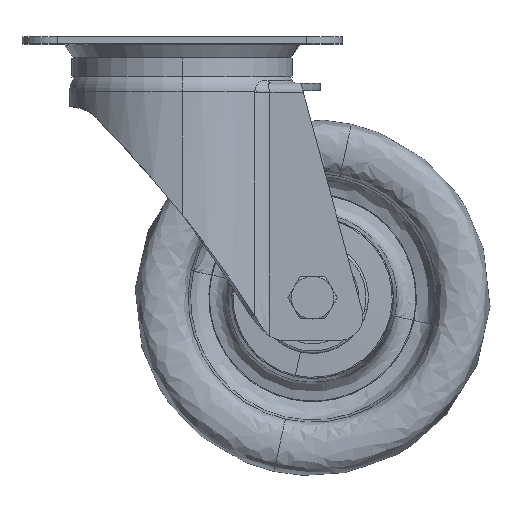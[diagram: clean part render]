
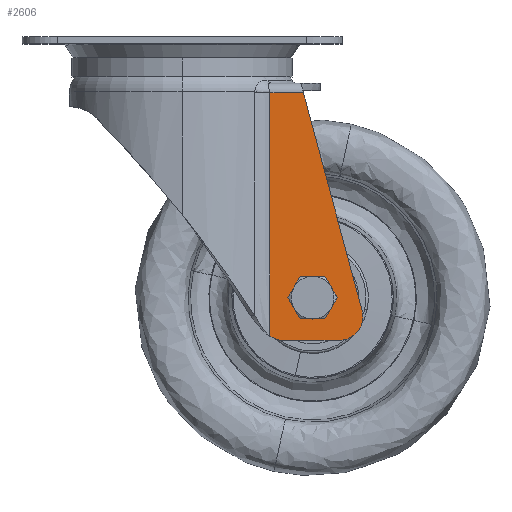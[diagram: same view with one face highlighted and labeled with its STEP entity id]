
A CAD part, top view. The second image highlights one B-rep face of the part: STEP entity #2606.
In plain terms, the highlighted planar face has unit normal (0, 0, 1).
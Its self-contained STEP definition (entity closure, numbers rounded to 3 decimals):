
#489 = DIRECTION ( 'NONE',  ( 0., 0., 1. ) ) ;
#1296 = ORIENTED_EDGE ( 'NONE', *, *, #2990, .F. ) ;
#1766 = EDGE_CURVE ( 'NONE', #30709, #28561, #9588, .T. ) ;
#1946 = ORIENTED_EDGE ( 'NONE', *, *, #7416, .T. ) ;
#2047 = DIRECTION ( 'NONE',  ( 0.965, 0.26, 0. ) ) ;
#2088 = CARTESIAN_POINT ( 'NONE',  ( 42.7, -127.984, 34. ) ) ;
#2310 = EDGE_LOOP ( 'NONE', ( #8923, #1946, #12016, #21457, #6914, #19625, #1296, #2744 ) ) ;
#2606 = ADVANCED_FACE ( 'NONE', ( #20507, #23082 ), #18088, .T. ) ;
#2744 = ORIENTED_EDGE ( 'NONE', *, *, #8258, .T. ) ;
#2990 = EDGE_CURVE ( 'NONE', #22018, #11073, #6734, .T. ) ;
#3037 = VERTEX_POINT ( 'NONE', #21858 ) ;
#3399 = VERTEX_POINT ( 'NONE', #23907 ) ;
#4038 = CARTESIAN_POINT ( 'NONE',  ( 37.016, -92.008, 34. ) ) ;
#4232 = DIRECTION ( 'NONE',  ( 0., 0., 1. ) ) ;
#4452 = DIRECTION ( 'NONE',  ( 0.266, -0.964, 0. ) ) ;
#4843 = B_SPLINE_CURVE_WITH_KNOTS ( 'NONE', 3,
 ( #9563, #16526, #4038, #11341 ),
 .UNSPECIFIED., .F., .F.,
 ( 4, 4 ),
 ( 0., 1. ),
 .UNSPECIFIED. ) ;
#5774 = AXIS2_PLACEMENT_3D ( 'NONE', #25179, #489, #29736 ) ;
#5985 = EDGE_CURVE ( 'NONE', #30709, #10057, #20218, .T. ) ;
#6055 = EDGE_CURVE ( 'NONE', #3399, #10254, #16796, .T. ) ;
#6497 = LINE ( 'NONE', #26337, #14617 ) ;
#6734 = LINE ( 'NONE', #26739, #22322 ) ;
#6740 = LINE ( 'NONE', #26584, #16520 ) ;
#6914 = ORIENTED_EDGE ( 'NONE', *, *, #1766, .T. ) ;
#7416 = EDGE_CURVE ( 'NONE', #3399, #14360, #6497, .T. ) ;
#7733 = CARTESIAN_POINT ( 'NONE',  ( 52.671, -29.45, 34. ) ) ;
#8258 = EDGE_CURVE ( 'NONE', #22018, #10254, #6740, .T. ) ;
#8523 = ORIENTED_EDGE ( 'NONE', *, *, #21056, .F. ) ;
#8680 = ORIENTED_EDGE ( 'NONE', *, *, #26141, .F. ) ;
#8799 = VECTOR ( 'NONE', #4452, 1000. ) ;
#8923 = ORIENTED_EDGE ( 'NONE', *, *, #6055, .F. ) ;
#9563 = CARTESIAN_POINT ( 'NONE',  ( 37.015, -23.6, 34. ) ) ;
#9588 = LINE ( 'NONE', #29398, #29704 ) ;
#9895 = DIRECTION ( 'NONE',  ( 0., 0., -1. ) ) ;
#10056 = CARTESIAN_POINT ( 'NONE',  ( 66.2, -117.984, 34. ) ) ;
#10057 = VERTEX_POINT ( 'NONE', #20841 ) ;
#10254 = VERTEX_POINT ( 'NONE', #17406 ) ;
#10816 = CIRCLE ( 'NONE', #23269, 6.05 ) ;
#11073 = VERTEX_POINT ( 'NONE', #22376 ) ;
#11341 = CARTESIAN_POINT ( 'NONE',  ( 37.017, -126.212, 34. ) ) ;
#11363 = CIRCLE ( 'NONE', #19698, 10. ) ;
#12016 = ORIENTED_EDGE ( 'NONE', *, *, #30680, .T. ) ;
#13551 = CIRCLE ( 'NONE', #5774, 6.05 ) ;
#14360 = VERTEX_POINT ( 'NONE', #15533 ) ;
#14617 = VECTOR ( 'NONE', #15909, 1000. ) ;
#14734 = DIRECTION ( 'NONE',  ( -1., 0., 0. ) ) ;
#15196 = CARTESIAN_POINT ( 'NONE',  ( 61.05, -110., 34. ) ) ;
#15533 = CARTESIAN_POINT ( 'NONE',  ( 37.015, -23.6, 34. ) ) ;
#15909 = DIRECTION ( 'NONE',  ( -1., 0., 0. ) ) ;
#15936 = CARTESIAN_POINT ( 'NONE',  ( 66.2, -127.984, 34. ) ) ;
#16062 = DIRECTION ( 'NONE',  ( 1., 0., 0. ) ) ;
#16520 = VECTOR ( 'NONE', #2047, 1000. ) ;
#16526 = CARTESIAN_POINT ( 'NONE',  ( 37.016, -57.804, 34. ) ) ;
#16796 = LINE ( 'NONE', #17125, #8799 ) ;
#17125 = CARTESIAN_POINT ( 'NONE',  ( 51.105, -23.6, 34. ) ) ;
#17182 = DIRECTION ( 'NONE',  ( 0., 0., 1. ) ) ;
#17406 = CARTESIAN_POINT ( 'NONE',  ( 52.718, -29.438, 34. ) ) ;
#18088 = PLANE ( 'NONE',  #30568 ) ;
#19201 = CARTESIAN_POINT ( 'NONE',  ( 0., -169.6, 34. ) ) ;
#19352 = VERTEX_POINT ( 'NONE', #15196 ) ;
#19625 = ORIENTED_EDGE ( 'NONE', *, *, #23242, .F. ) ;
#19698 = AXIS2_PLACEMENT_3D ( 'NONE', #10056, #9895, #31851 ) ;
#19949 = CARTESIAN_POINT ( 'NONE',  ( 42.7, -117.984, 34. ) ) ;
#20218 = CIRCLE ( 'NONE', #29548, 10. ) ;
#20507 = FACE_BOUND ( 'NONE', #22790, .T. ) ;
#20841 = CARTESIAN_POINT ( 'NONE',  ( 37.017, -126.212, 34. ) ) ;
#21056 = EDGE_CURVE ( 'NONE', #3037, #19352, #10816, .T. ) ;
#21372 = DIRECTION ( 'NONE',  ( 0., 0., -1. ) ) ;
#21457 = ORIENTED_EDGE ( 'NONE', *, *, #5985, .F. ) ;
#21858 = CARTESIAN_POINT ( 'NONE',  ( 48.95, -110., 34. ) ) ;
#22018 = VERTEX_POINT ( 'NONE', #7733 ) ;
#22322 = VECTOR ( 'NONE', #26574, 1000. ) ;
#22376 = CARTESIAN_POINT ( 'NONE',  ( 75.855, -115.379, 34. ) ) ;
#22790 = EDGE_LOOP ( 'NONE', ( #8523, #8680 ) ) ;
#23082 = FACE_OUTER_BOUND ( 'NONE', #2310, .T. ) ;
#23242 = EDGE_CURVE ( 'NONE', #11073, #28561, #11363, .T. ) ;
#23269 = AXIS2_PLACEMENT_3D ( 'NONE', #24146, #17182, #14734 ) ;
#23907 = CARTESIAN_POINT ( 'NONE',  ( 51.105, -23.6, 34. ) ) ;
#24146 = CARTESIAN_POINT ( 'NONE',  ( 55., -110., 34. ) ) ;
#25179 = CARTESIAN_POINT ( 'NONE',  ( 55., -110., 34. ) ) ;
#26141 = EDGE_CURVE ( 'NONE', #19352, #3037, #13551, .T. ) ;
#26337 = CARTESIAN_POINT ( 'NONE',  ( 51.105, -23.6, 34. ) ) ;
#26574 = DIRECTION ( 'NONE',  ( 0.26, -0.965, 0. ) ) ;
#26584 = CARTESIAN_POINT ( 'NONE',  ( 52.671, -29.45, 34. ) ) ;
#26739 = CARTESIAN_POINT ( 'NONE',  ( 52.671, -29.45, 34. ) ) ;
#27159 = DIRECTION ( 'NONE',  ( 1., 0., 0. ) ) ;
#28561 = VERTEX_POINT ( 'NONE', #15936 ) ;
#28644 = DIRECTION ( 'NONE',  ( 0., -1., 0. ) ) ;
#29398 = CARTESIAN_POINT ( 'NONE',  ( 42.7, -127.984, 34. ) ) ;
#29548 = AXIS2_PLACEMENT_3D ( 'NONE', #19949, #21372, #28644 ) ;
#29704 = VECTOR ( 'NONE', #27159, 1000. ) ;
#29736 = DIRECTION ( 'NONE',  ( 1., 0., 0. ) ) ;
#30568 = AXIS2_PLACEMENT_3D ( 'NONE', #19201, #4232, #16062 ) ;
#30680 = EDGE_CURVE ( 'NONE', #14360, #10057, #4843, .T. ) ;
#30709 = VERTEX_POINT ( 'NONE', #2088 ) ;
#31851 = DIRECTION ( 'NONE',  ( 0.965, 0.26, 0. ) ) ;
